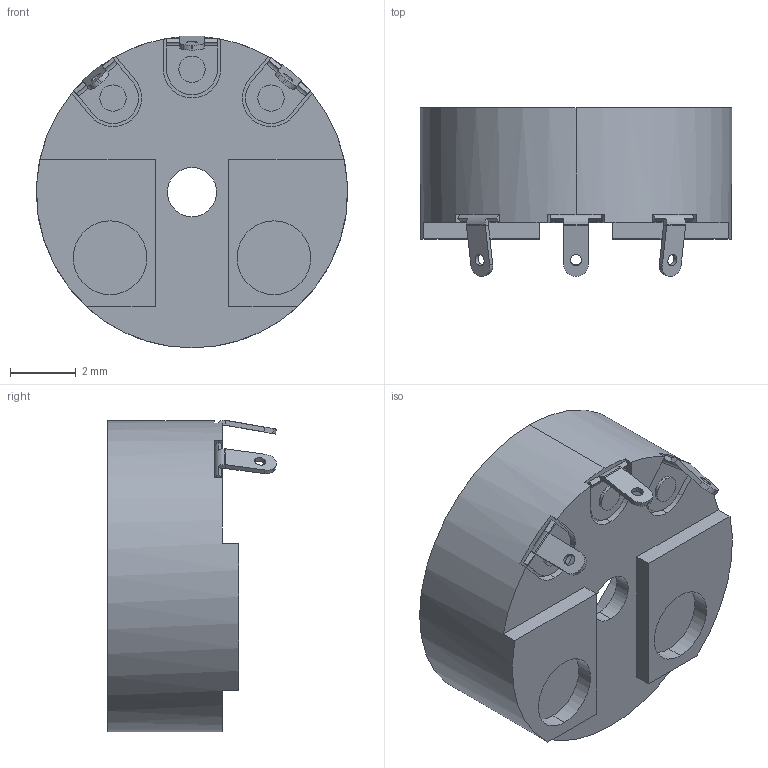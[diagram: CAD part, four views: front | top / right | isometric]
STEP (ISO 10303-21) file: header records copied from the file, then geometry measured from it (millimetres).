
FILE_DESCRIPTION (( 'STEP AP214' ), '1' );
FILE_NAME ('Part_1.STEP', '2024-01-17T21:35:46', ( '' ), ( '' ), 'SwSTEP 2.0', 'SolidWorks 2022', '' );
FILE_SCHEMA (( 'AUTOMOTIVE_DESIGN' ));
Length unit declared in the file: millimetre
Products named in the file (1): Part_1
Bounding box: 9.5 x 5.14 x 9.51 mm (x, y, z)
Volume: 70.5 mm3; surface area: 441.5 mm2
Topology: 8 solids, 8 shells, 167 faces, 402 edges, 260 vertices
Faces by surface type: cylinder 86, plane 81
Entity records: 5657 total; most frequent: DIRECTION 932, CARTESIAN_POINT 830, ORIENTED_EDGE 804, EDGE_CURVE 402, AXIS2_PLACEMENT_3D 362, VERTEX_POINT 260, VECTOR 208, LINE 208
